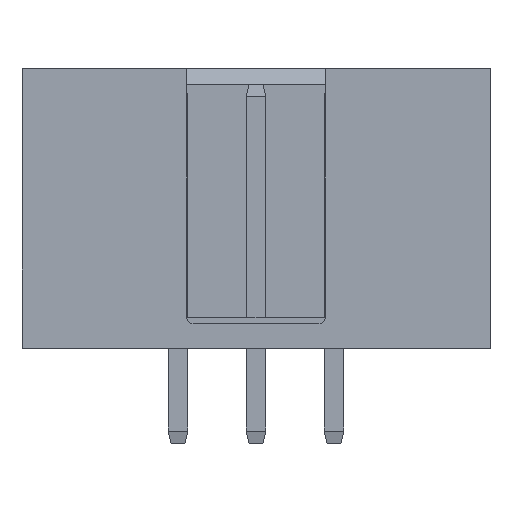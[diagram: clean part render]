
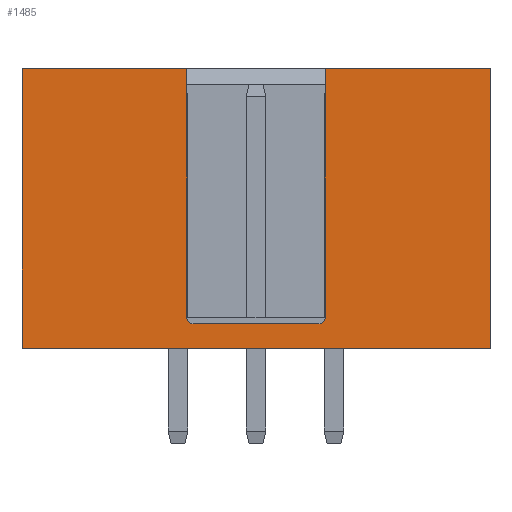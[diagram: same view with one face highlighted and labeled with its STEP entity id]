
A CAD part, front view. The second image highlights one B-rep face of the part: STEP entity #1485.
In plain terms, the highlighted planar face has unit normal (0, -1, 0).
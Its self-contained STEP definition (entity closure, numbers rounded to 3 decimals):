
#90 = PLANE ( 'NONE',  #2134 ) ;
#290 = CARTESIAN_POINT ( 'NONE',  ( -7.62, -4.475, 9.1 ) ) ;
#343 = DIRECTION ( 'NONE',  ( 1., 0., 0. ) ) ;
#428 = CARTESIAN_POINT ( 'NONE',  ( -7.62, -4.475, 0. ) ) ;
#436 = DIRECTION ( 'NONE',  ( 0., 1., 0. ) ) ;
#520 = VECTOR ( 'NONE', #4446, 1000. ) ;
#529 = CARTESIAN_POINT ( 'NONE',  ( 2.25, -4.475, 1. ) ) ;
#830 = CARTESIAN_POINT ( 'NONE',  ( -2.25, -4.475, 9.1 ) ) ;
#911 = LINE ( 'NONE', #290, #4647 ) ;
#919 = DIRECTION ( 'NONE',  ( 1., 0., 0. ) ) ;
#1133 = VECTOR ( 'NONE', #2127, 1000. ) ;
#1138 = ORIENTED_EDGE ( 'NONE', *, *, #4435, .F. ) ;
#1201 = DIRECTION ( 'NONE',  ( 0., 0., -1. ) ) ;
#1388 = LINE ( 'NONE', #5076, #2547 ) ;
#1392 = CARTESIAN_POINT ( 'NONE',  ( -7.62, -4.475, 9.1 ) ) ;
#1485 = ADVANCED_FACE ( 'NONE', ( #4347 ), #90, .F. ) ;
#1504 = DIRECTION ( 'NONE',  ( 0., 0., -1. ) ) ;
#1629 = VERTEX_POINT ( 'NONE', #4437 ) ;
#1635 = CARTESIAN_POINT ( 'NONE',  ( 2.25, -4.475, -4.143 ) ) ;
#1711 = CARTESIAN_POINT ( 'NONE',  ( -2.05, -4.475, 1. ) ) ;
#1809 = ORIENTED_EDGE ( 'NONE', *, *, #4871, .T. ) ;
#1847 = LINE ( 'NONE', #2777, #3135 ) ;
#2036 = CARTESIAN_POINT ( 'NONE',  ( 7.62, -4.475, 0. ) ) ;
#2127 = DIRECTION ( 'NONE',  ( 0., 0., 1. ) ) ;
#2134 = AXIS2_PLACEMENT_3D ( 'NONE', #5244, #2346, #5734 ) ;
#2168 = VERTEX_POINT ( 'NONE', #2036 ) ;
#2186 = VERTEX_POINT ( 'NONE', #2529 ) ;
#2200 = DIRECTION ( 'NONE',  ( 0., 0., 1. ) ) ;
#2330 = DIRECTION ( 'NONE',  ( -1., 0., 0. ) ) ;
#2332 = EDGE_LOOP ( 'NONE', ( #4646, #2556, #1809, #4930, #4072, #5503, #1138, #4066, #5498, #3462 ) ) ;
#2346 = DIRECTION ( 'NONE',  ( 0., 1., 0. ) ) ;
#2382 = VECTOR ( 'NONE', #2330, 1000. ) ;
#2445 = CARTESIAN_POINT ( 'NONE',  ( -2.25, -4.475, 1. ) ) ;
#2490 = CARTESIAN_POINT ( 'NONE',  ( 7.62, -4.475, 9.1 ) ) ;
#2495 = VERTEX_POINT ( 'NONE', #2445 ) ;
#2529 = CARTESIAN_POINT ( 'NONE',  ( -2.05, -4.475, 0.8 ) ) ;
#2547 = VECTOR ( 'NONE', #4586, 1000. ) ;
#2556 = ORIENTED_EDGE ( 'NONE', *, *, #5080, .F. ) ;
#2777 = CARTESIAN_POINT ( 'NONE',  ( -7.62, -4.475, 9.1 ) ) ;
#3009 = VERTEX_POINT ( 'NONE', #4772 ) ;
#3034 = CARTESIAN_POINT ( 'NONE',  ( 2.25, -4.475, 9.1 ) ) ;
#3135 = VECTOR ( 'NONE', #343, 1000. ) ;
#3355 = CARTESIAN_POINT ( 'NONE',  ( 2.05, -4.475, 1. ) ) ;
#3462 = ORIENTED_EDGE ( 'NONE', *, *, #5189, .F. ) ;
#3518 = CIRCLE ( 'NONE', #4500, 0.2 ) ;
#3654 = LINE ( 'NONE', #4733, #2382 ) ;
#3709 = LINE ( 'NONE', #1635, #1133 ) ;
#3800 = CIRCLE ( 'NONE', #5637, 0.2 ) ;
#3826 = VERTEX_POINT ( 'NONE', #1392 ) ;
#3831 = EDGE_CURVE ( 'NONE', #3009, #2168, #5966, .T. ) ;
#3848 = DIRECTION ( 'NONE',  ( 0., 0., 1. ) ) ;
#3946 = CARTESIAN_POINT ( 'NONE',  ( -7.62, -4.475, 9.1 ) ) ;
#4066 = ORIENTED_EDGE ( 'NONE', *, *, #4628, .T. ) ;
#4072 = ORIENTED_EDGE ( 'NONE', *, *, #4338, .T. ) ;
#4108 = VERTEX_POINT ( 'NONE', #3034 ) ;
#4215 = EDGE_CURVE ( 'NONE', #2495, #4449, #1388, .T. ) ;
#4323 = CARTESIAN_POINT ( 'NONE',  ( 2.05, -4.475, 0.8 ) ) ;
#4338 = EDGE_CURVE ( 'NONE', #2186, #2495, #3518, .T. ) ;
#4347 = FACE_OUTER_BOUND ( 'NONE', #2332, .T. ) ;
#4406 = LINE ( 'NONE', #3946, #520 ) ;
#4435 = EDGE_CURVE ( 'NONE', #3826, #4449, #1847, .T. ) ;
#4437 = CARTESIAN_POINT ( 'NONE',  ( 7.62, -4.475, 9.1 ) ) ;
#4446 = DIRECTION ( 'NONE',  ( 1., 0., 0. ) ) ;
#4449 = VERTEX_POINT ( 'NONE', #830 ) ;
#4477 = EDGE_CURVE ( 'NONE', #5659, #2186, #3654, .T. ) ;
#4500 = AXIS2_PLACEMENT_3D ( 'NONE', #1711, #5117, #2200 ) ;
#4561 = LINE ( 'NONE', #2490, #5839 ) ;
#4586 = DIRECTION ( 'NONE',  ( 0., 0., 1. ) ) ;
#4628 = EDGE_CURVE ( 'NONE', #3826, #3009, #911, .T. ) ;
#4646 = ORIENTED_EDGE ( 'NONE', *, *, #5198, .F. ) ;
#4647 = VECTOR ( 'NONE', #1201, 1000. ) ;
#4679 = VECTOR ( 'NONE', #919, 1000. ) ;
#4733 = CARTESIAN_POINT ( 'NONE',  ( -2.25, -4.475, 0.8 ) ) ;
#4772 = CARTESIAN_POINT ( 'NONE',  ( -7.62, -4.475, 0. ) ) ;
#4871 = EDGE_CURVE ( 'NONE', #4965, #5659, #3800, .T. ) ;
#4930 = ORIENTED_EDGE ( 'NONE', *, *, #4477, .T. ) ;
#4965 = VERTEX_POINT ( 'NONE', #529 ) ;
#5076 = CARTESIAN_POINT ( 'NONE',  ( -2.25, -4.475, -4.143 ) ) ;
#5080 = EDGE_CURVE ( 'NONE', #4965, #4108, #3709, .T. ) ;
#5117 = DIRECTION ( 'NONE',  ( 0., 1., 0. ) ) ;
#5189 = EDGE_CURVE ( 'NONE', #1629, #2168, #4561, .T. ) ;
#5198 = EDGE_CURVE ( 'NONE', #4108, #1629, #4406, .T. ) ;
#5244 = CARTESIAN_POINT ( 'NONE',  ( -7.62, -4.475, 9.1 ) ) ;
#5498 = ORIENTED_EDGE ( 'NONE', *, *, #3831, .T. ) ;
#5503 = ORIENTED_EDGE ( 'NONE', *, *, #4215, .T. ) ;
#5637 = AXIS2_PLACEMENT_3D ( 'NONE', #3355, #436, #3848 ) ;
#5659 = VERTEX_POINT ( 'NONE', #4323 ) ;
#5734 = DIRECTION ( 'NONE',  ( 0., 0., 1. ) ) ;
#5839 = VECTOR ( 'NONE', #1504, 1000. ) ;
#5966 = LINE ( 'NONE', #428, #4679 ) ;
